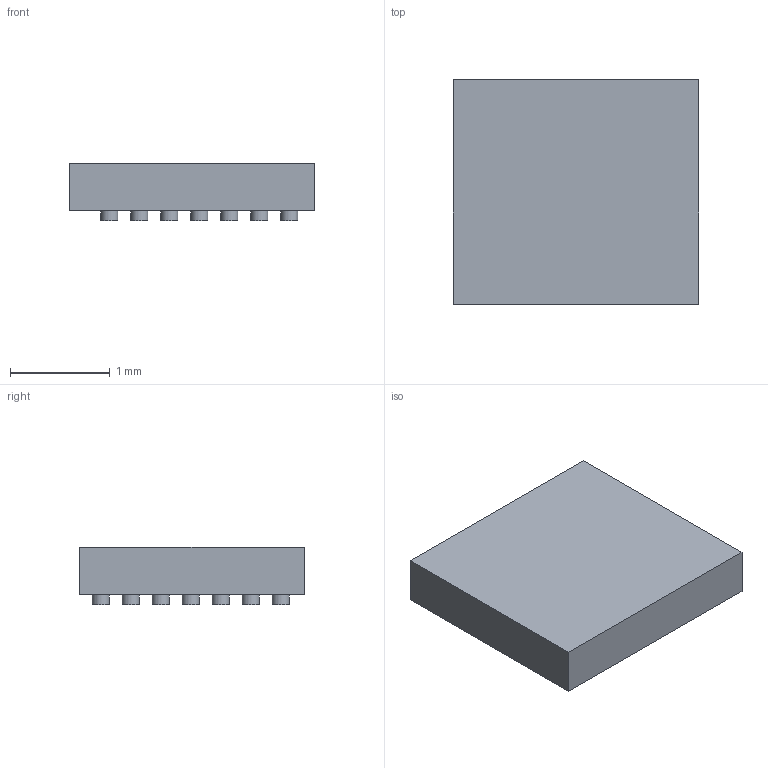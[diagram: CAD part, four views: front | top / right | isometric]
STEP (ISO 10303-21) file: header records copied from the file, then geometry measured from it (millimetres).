
FILE_DESCRIPTION(('FreeCAD Model'),'2;1');
FILE_NAME('20165924.1.4.stp','2025-04-02T07:42:41',( 'Author'),(''),'Open CASCADE STEP processor 6.9','FreeCAD','Unknown' );
FILE_SCHEMA(('AUTOMOTIVE_DESIGN { 1 0 10303 214 1 1 1 1 }'));
Length unit declared in the file: millimetre
Products named in the file (3): ASSEMBLY; Body; Pins
Assembly tree (2 placements, depth 2):
  ASSEMBLY
    Body
    Pins
Bounding box: 2.45 x 2.25 x 0.58 mm (x, y, z)
Volume: 2.7 mm3; surface area: 20.1 mm2
Topology: 48 solids, 48 shells, 147 faces, 153 edges, 102 vertices
Faces by surface type: plane 100, cylinder 47
Full cylindrical faces by diameter (mm): 0.17 x47
Entity records: 5118 total; most frequent: DIRECTION 853, CARTESIAN_POINT 711, ORIENTED_EDGE 306, PCURVE 306, DEFINITIONAL_REPRESENTATION 306, LINE 271, VECTOR 271, AXIS2_PLACEMENT_3D 244
